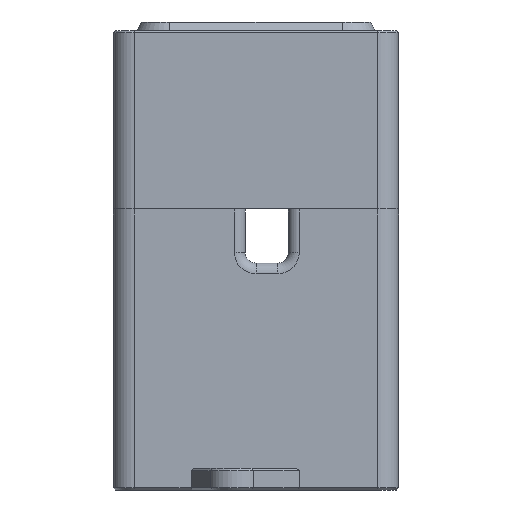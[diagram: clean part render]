
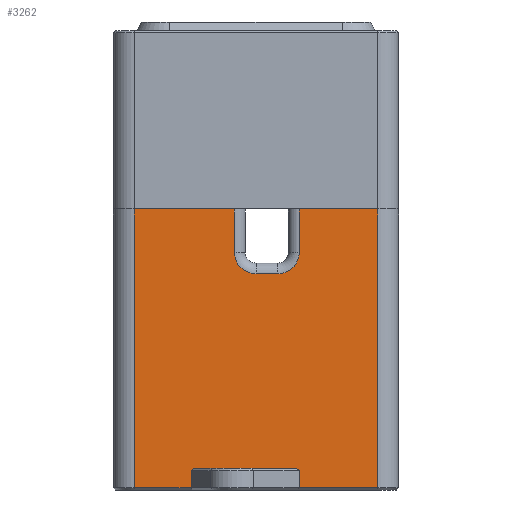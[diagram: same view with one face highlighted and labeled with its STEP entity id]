
A CAD part, front view. The second image highlights one B-rep face of the part: STEP entity #3262.
In plain terms, the highlighted planar face has unit normal (0, -1, 0).
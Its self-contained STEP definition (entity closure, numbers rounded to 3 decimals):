
#185=CIRCLE('',#3500,4.);
#186=CIRCLE('',#3501,4.);
#392=FACE_OUTER_BOUND('',#589,.T.);
#589=EDGE_LOOP('',(#2476,#2477,#2478,#2479,#2480,#2481,#2482,#2483,#2484,
#2485,#2486,#2487,#2488,#2489,#2490,#2491));
#834=LINE('',#5005,#1138);
#844=LINE('',#5031,#1148);
#855=LINE('',#5064,#1159);
#856=LINE('',#5069,#1160);
#861=LINE('',#5084,#1165);
#864=LINE('',#5088,#1168);
#867=LINE('',#5093,#1171);
#884=LINE('',#5139,#1188);
#885=LINE('',#5142,#1189);
#891=LINE('',#5164,#1195);
#892=LINE('',#5166,#1196);
#893=LINE('',#5168,#1197);
#894=LINE('',#5172,#1198);
#895=LINE('',#5175,#1199);
#1138=VECTOR('',#3945,10.);
#1148=VECTOR('',#3977,10.);
#1159=VECTOR('',#4010,10.);
#1160=VECTOR('',#4015,10.);
#1165=VECTOR('',#4028,10.);
#1168=VECTOR('',#4033,10.);
#1171=VECTOR('',#4040,10.);
#1188=VECTOR('',#4093,10.);
#1189=VECTOR('',#4096,10.);
#1195=VECTOR('',#4114,10.);
#1196=VECTOR('',#4115,10.);
#1197=VECTOR('',#4116,10.);
#1198=VECTOR('',#4119,10.);
#1199=VECTOR('',#4122,10.);
#1432=VERTEX_POINT('',#4997);
#1434=VERTEX_POINT('',#5003);
#1435=VERTEX_POINT('',#5004);
#1440=VERTEX_POINT('',#5027);
#1451=VERTEX_POINT('',#5063);
#1452=VERTEX_POINT('',#5067);
#1453=VERTEX_POINT('',#5068);
#1458=VERTEX_POINT('',#5082);
#1459=VERTEX_POINT('',#5083);
#1471=VERTEX_POINT('',#5141);
#1481=VERTEX_POINT('',#5163);
#1482=VERTEX_POINT('',#5165);
#1483=VERTEX_POINT('',#5167);
#1484=VERTEX_POINT('',#5169);
#1485=VERTEX_POINT('',#5171);
#1486=VERTEX_POINT('',#5173);
#1768=EDGE_CURVE('',#1434,#1435,#834,.T.);
#1782=EDGE_CURVE('',#1440,#1432,#844,.T.);
#1798=EDGE_CURVE('',#1435,#1451,#855,.T.);
#1800=EDGE_CURVE('',#1452,#1453,#856,.F.);
#1807=EDGE_CURVE('',#1458,#1459,#861,.F.);
#1810=EDGE_CURVE('',#1458,#1432,#864,.T.);
#1813=EDGE_CURVE('',#1434,#1453,#867,.T.);
#1835=EDGE_CURVE('',#1452,#1459,#884,.T.);
#1836=EDGE_CURVE('',#1471,#1451,#885,.T.);
#1847=EDGE_CURVE('',#1481,#1440,#891,.T.);
#1848=EDGE_CURVE('',#1481,#1482,#892,.T.);
#1849=EDGE_CURVE('',#1483,#1482,#893,.T.);
#1850=EDGE_CURVE('',#1484,#1483,#185,.T.);
#1851=EDGE_CURVE('',#1485,#1484,#894,.T.);
#1852=EDGE_CURVE('',#1486,#1485,#186,.T.);
#1853=EDGE_CURVE('',#1471,#1486,#895,.T.);
#2476=ORIENTED_EDGE('',*,*,#1782,.F.);
#2477=ORIENTED_EDGE('',*,*,#1847,.F.);
#2478=ORIENTED_EDGE('',*,*,#1848,.T.);
#2479=ORIENTED_EDGE('',*,*,#1849,.F.);
#2480=ORIENTED_EDGE('',*,*,#1850,.F.);
#2481=ORIENTED_EDGE('',*,*,#1851,.F.);
#2482=ORIENTED_EDGE('',*,*,#1852,.F.);
#2483=ORIENTED_EDGE('',*,*,#1853,.F.);
#2484=ORIENTED_EDGE('',*,*,#1836,.T.);
#2485=ORIENTED_EDGE('',*,*,#1798,.F.);
#2486=ORIENTED_EDGE('',*,*,#1768,.F.);
#2487=ORIENTED_EDGE('',*,*,#1813,.T.);
#2488=ORIENTED_EDGE('',*,*,#1800,.F.);
#2489=ORIENTED_EDGE('',*,*,#1835,.T.);
#2490=ORIENTED_EDGE('',*,*,#1807,.F.);
#2491=ORIENTED_EDGE('',*,*,#1810,.T.);
#3150=PLANE('',#3499);
#3262=ADVANCED_FACE('',(#392),#3150,.T.);
#3499=AXIS2_PLACEMENT_3D('',#5162,#4112,#4113);
#3500=AXIS2_PLACEMENT_3D('',#5170,#4117,#4118);
#3501=AXIS2_PLACEMENT_3D('',#5174,#4120,#4121);
#3945=DIRECTION('',(-1.,0.,0.));
#3977=DIRECTION('',(-1.,0.,0.));
#4010=DIRECTION('',(0.,0.,1.));
#4015=DIRECTION('',(0.744,0.,0.669));
#4028=DIRECTION('',(0.815,0.,-0.579));
#4033=DIRECTION('',(0.,0.,-1.));
#4040=DIRECTION('',(0.,0.,1.));
#4093=DIRECTION('',(1.,0.,0.));
#4096=DIRECTION('',(-1.,0.,0.));
#4112=DIRECTION('center_axis',(0.,-1.,0.));
#4113=DIRECTION('ref_axis',(1.,0.,0.));
#4114=DIRECTION('',(0.,0.,-1.));
#4115=DIRECTION('',(-1.,0.,0.));
#4116=DIRECTION('',(0.,0.,1.));
#4117=DIRECTION('center_axis',(0.,-1.,0.));
#4118=DIRECTION('ref_axis',(0.707,0.,-0.707));
#4119=DIRECTION('',(1.,0.,0.));
#4120=DIRECTION('center_axis',(0.,-1.,0.));
#4121=DIRECTION('ref_axis',(-0.707,0.,-0.707));
#4122=DIRECTION('',(0.,0.,-1.));
#4997=CARTESIAN_POINT('',(171.25,229.599,-200.799));
#5003=CARTESIAN_POINT('',(151.25,229.599,-200.799));
#5004=CARTESIAN_POINT('',(140.75,229.599,-200.799));
#5005=CARTESIAN_POINT('',(150.05,229.599,-200.799));
#5027=CARTESIAN_POINT('',(185.75,229.599,-200.799));
#5031=CARTESIAN_POINT('',(150.05,229.599,-200.799));
#5063=CARTESIAN_POINT('',(140.75,229.599,-149.199));
#5064=CARTESIAN_POINT('',(140.75,229.599,-201.199));
#5067=CARTESIAN_POINT('',(151.695,229.599,-197.199));
#5068=CARTESIAN_POINT('',(151.25,229.599,-197.599));
#5069=CARTESIAN_POINT('',(147.01,229.599,-201.41));
#5082=CARTESIAN_POINT('',(171.25,229.599,-197.599));
#5083=CARTESIAN_POINT('',(170.687,229.599,-197.199));
#5084=CARTESIAN_POINT('',(157.927,229.599,-188.138));
#5088=CARTESIAN_POINT('',(171.25,229.599,-201.199));
#5093=CARTESIAN_POINT('',(151.25,229.599,-201.199));
#5139=CARTESIAN_POINT('',(149.05,229.599,-197.199));
#5141=CARTESIAN_POINT('',(159.25,229.599,-149.199));
#5142=CARTESIAN_POINT('',(150.05,229.599,-149.199));
#5162=CARTESIAN_POINT('Origin',(136.85,229.599,-201.199));
#5163=CARTESIAN_POINT('',(185.75,229.599,-149.199));
#5164=CARTESIAN_POINT('',(185.75,229.599,-201.199));
#5165=CARTESIAN_POINT('',(171.25,229.599,-149.199));
#5166=CARTESIAN_POINT('',(150.05,229.599,-149.199));
#5167=CARTESIAN_POINT('',(171.25,229.599,-157.199));
#5168=CARTESIAN_POINT('',(171.25,229.599,-180.199));
#5169=CARTESIAN_POINT('',(167.25,229.599,-161.199));
#5170=CARTESIAN_POINT('Origin',(167.25,229.599,-157.199));
#5171=CARTESIAN_POINT('',(163.25,229.599,-161.199));
#5172=CARTESIAN_POINT('',(149.05,229.599,-161.199));
#5173=CARTESIAN_POINT('',(159.25,229.599,-157.199));
#5174=CARTESIAN_POINT('Origin',(163.25,229.599,-157.199));
#5175=CARTESIAN_POINT('',(159.25,229.599,-175.199));
